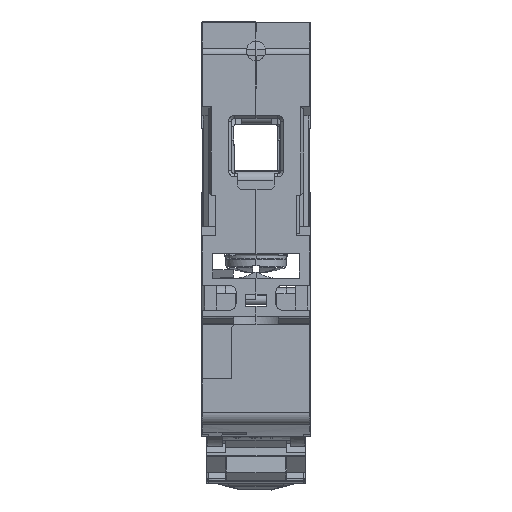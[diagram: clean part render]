
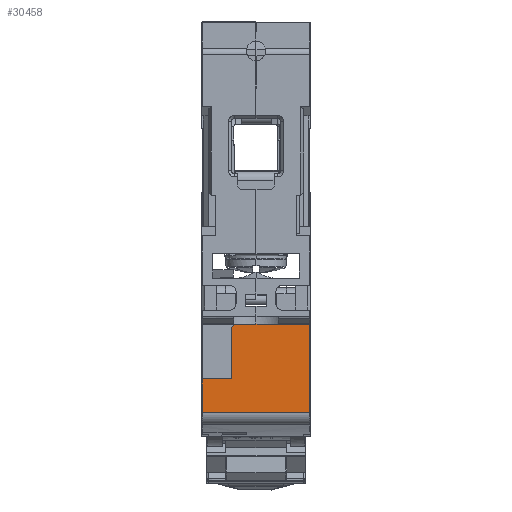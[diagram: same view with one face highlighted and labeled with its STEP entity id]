
A CAD part, left-side view. The second image highlights one B-rep face of the part: STEP entity #30458.
In plain terms, the highlighted planar face has unit normal (-1, 0, 0).
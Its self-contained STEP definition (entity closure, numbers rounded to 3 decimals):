
#128 = FACE_OUTER_BOUND ( 'NONE', #10501, .T. ) ;
#748 = CARTESIAN_POINT ( 'NONE',  ( -22.5, 4., -24.9 ) ) ;
#2651 = DIRECTION ( 'NONE',  ( 0., 0., -1. ) ) ;
#3270 = CARTESIAN_POINT ( 'NONE',  ( -22.5, 8.75, -33.5 ) ) ;
#3345 = CARTESIAN_POINT ( 'NONE',  ( -22.5, -9.031, -39.008 ) ) ;
#3701 = VECTOR ( 'NONE', #22792, 1000. ) ;
#5227 = CARTESIAN_POINT ( 'NONE',  ( -22.5, 8.75, -24.9 ) ) ;
#6636 = DIRECTION ( 'NONE',  ( 0., 0., -1. ) ) ;
#7587 = DIRECTION ( 'NONE',  ( 0., 1., 0. ) ) ;
#8871 = VECTOR ( 'NONE', #53691, 1000. ) ;
#8960 = VECTOR ( 'NONE', #6636, 1000. ) ;
#9337 = ORIENTED_EDGE ( 'NONE', *, *, #33352, .T. ) ;
#10501 = EDGE_LOOP ( 'NONE', ( #13095, #31915, #9337, #44994, #51201, #38921, #19174, #49545 ) ) ;
#10560 = VERTEX_POINT ( 'NONE', #51949 ) ;
#11221 = EDGE_CURVE ( 'NONE', #15978, #34443, #15741, .T. ) ;
#12742 = EDGE_CURVE ( 'NONE', #37614, #15978, #26159, .T. ) ;
#12914 = CARTESIAN_POINT ( 'NONE',  ( -22.5, -8.75, -24.6 ) ) ;
#12947 = VECTOR ( 'NONE', #7587, 1000. ) ;
#13095 = ORIENTED_EDGE ( 'NONE', *, *, #11221, .T. ) ;
#13441 = EDGE_CURVE ( 'NONE', #34443, #10560, #33955, .T. ) ;
#15213 = CARTESIAN_POINT ( 'NONE',  ( -22.5, 5.45, -24.9 ) ) ;
#15490 = VECTOR ( 'NONE', #49886, 1000. ) ;
#15741 = LINE ( 'NONE', #39316, #19725 ) ;
#15978 = VERTEX_POINT ( 'NONE', #18504 ) ;
#18504 = CARTESIAN_POINT ( 'NONE',  ( -22.5, 0., -24.6 ) ) ;
#19174 = ORIENTED_EDGE ( 'NONE', *, *, #52199, .F. ) ;
#19725 = VECTOR ( 'NONE', #44308, 1000. ) ;
#20992 = VECTOR ( 'NONE', #31009, 1000. ) ;
#21064 = VECTOR ( 'NONE', #26080, 1000. ) ;
#21731 = CARTESIAN_POINT ( 'NONE',  ( -22.5, 4., -33.5 ) ) ;
#22792 = DIRECTION ( 'NONE',  ( 0., 1., 0. ) ) ;
#22885 = LINE ( 'NONE', #23682, #8960 ) ;
#23682 = CARTESIAN_POINT ( 'NONE',  ( -22.5, -8.75, -43.192 ) ) ;
#26080 = DIRECTION ( 'NONE',  ( 0., 0., -1. ) ) ;
#26159 = LINE ( 'NONE', #43829, #3701 ) ;
#27967 = LINE ( 'NONE', #33054, #15490 ) ;
#28127 = VERTEX_POINT ( 'NONE', #29324 ) ;
#29324 = CARTESIAN_POINT ( 'NONE',  ( -22.5, 8.75, -39.008 ) ) ;
#30458 = ADVANCED_FACE ( 'NONE', ( #128 ), #53260, .T. ) ;
#31009 = DIRECTION ( 'NONE',  ( 0., 0., -1. ) ) ;
#31915 = ORIENTED_EDGE ( 'NONE', *, *, #13441, .T. ) ;
#32170 = LINE ( 'NONE', #748, #21064 ) ;
#33054 = CARTESIAN_POINT ( 'NONE',  ( -22.5, 5.45, -33.5 ) ) ;
#33352 = EDGE_CURVE ( 'NONE', #10560, #40214, #32170, .T. ) ;
#33955 = LINE ( 'NONE', #36446, #8871 ) ;
#34443 = VERTEX_POINT ( 'NONE', #35148 ) ;
#34696 = CARTESIAN_POINT ( 'NONE',  ( -22.5, -8.75, -39.008 ) ) ;
#35148 = CARTESIAN_POINT ( 'NONE',  ( -22.5, 3.5, -24.6 ) ) ;
#36446 = CARTESIAN_POINT ( 'NONE',  ( -22.5, 3.5, -24.6 ) ) ;
#37614 = VERTEX_POINT ( 'NONE', #12914 ) ;
#38921 = ORIENTED_EDGE ( 'NONE', *, *, #46915, .F. ) ;
#39316 = CARTESIAN_POINT ( 'NONE',  ( -22.5, 5.45, -24.6 ) ) ;
#40214 = VERTEX_POINT ( 'NONE', #21731 ) ;
#42287 = VERTEX_POINT ( 'NONE', #3270 ) ;
#43473 = AXIS2_PLACEMENT_3D ( 'NONE', #15213, #44730, #2651 ) ;
#43829 = CARTESIAN_POINT ( 'NONE',  ( -22.5, 5.45, -24.6 ) ) ;
#44308 = DIRECTION ( 'NONE',  ( 0., 1., 0. ) ) ;
#44730 = DIRECTION ( 'NONE',  ( -1., 0., 0. ) ) ;
#44994 = ORIENTED_EDGE ( 'NONE', *, *, #47854, .T. ) ;
#45371 = LINE ( 'NONE', #5227, #20992 ) ;
#46587 = VERTEX_POINT ( 'NONE', #34696 ) ;
#46614 = LINE ( 'NONE', #3345, #12947 ) ;
#46915 = EDGE_CURVE ( 'NONE', #46587, #28127, #46614, .T. ) ;
#47854 = EDGE_CURVE ( 'NONE', #40214, #42287, #27967, .T. ) ;
#49545 = ORIENTED_EDGE ( 'NONE', *, *, #12742, .T. ) ;
#49886 = DIRECTION ( 'NONE',  ( 0., 1., 0. ) ) ;
#51201 = ORIENTED_EDGE ( 'NONE', *, *, #51589, .T. ) ;
#51589 = EDGE_CURVE ( 'NONE', #42287, #28127, #45371, .T. ) ;
#51949 = CARTESIAN_POINT ( 'NONE',  ( -22.5, 4., -25.1 ) ) ;
#52199 = EDGE_CURVE ( 'NONE', #37614, #46587, #22885, .T. ) ;
#53260 = PLANE ( 'NONE',  #43473 ) ;
#53691 = DIRECTION ( 'NONE',  ( 0., 0.707, -0.707 ) ) ;
